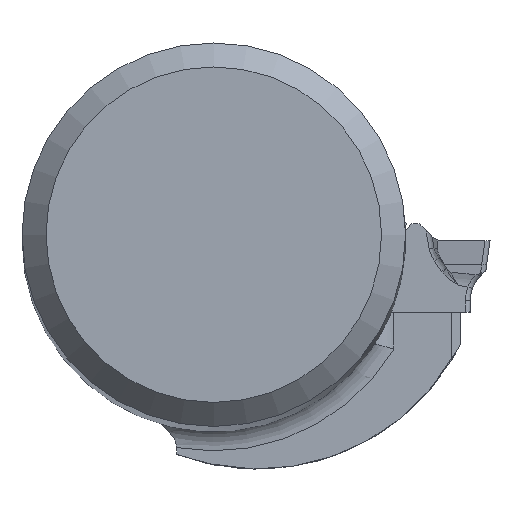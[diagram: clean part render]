
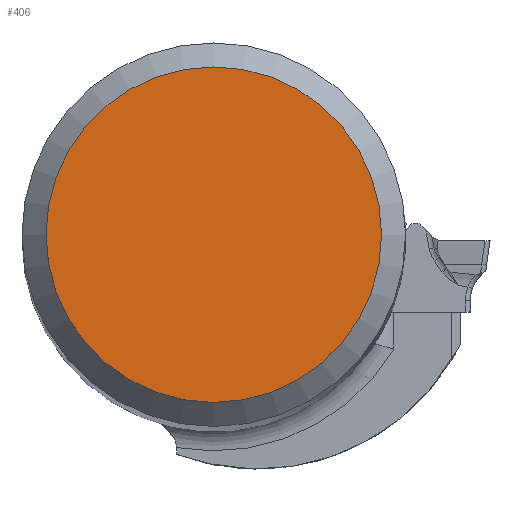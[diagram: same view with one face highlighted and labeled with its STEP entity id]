
A CAD part, top view. The second image highlights one B-rep face of the part: STEP entity #406.
In plain terms, the highlighted planar face has unit normal (0, 0, 1).
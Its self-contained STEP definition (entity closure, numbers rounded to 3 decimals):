
#275=FACE_OUTER_BOUND('',#1005,.T.);
#406=ADVANCED_FACE('TB_BL_N5_SU8',(#275),#532,.F.);
#532=PLANE('',#2582);
#1005=EDGE_LOOP('',(#1247));
#1247=ORIENTED_EDGE('',*,*,#2139,.T.);
#1883=VERTEX_POINT('',#3737);
#2139=EDGE_CURVE('',#1883,#1883,#2427,.T.);
#2427=CIRCLE('',#2580,6.985);
#2580=AXIS2_PLACEMENT_3D('',#3736,#2911,#2912);
#2582=AXIS2_PLACEMENT_3D('',#3739,#2915,#2916);
#2911=DIRECTION('',(0.,0.,1.));
#2912=DIRECTION('',(-1.,0.,0.));
#2915=DIRECTION('',(0.,0.,-1.));
#2916=DIRECTION('',(1.,0.,0.));
#3736=CARTESIAN_POINT('',(0.,0.,0.));
#3737=CARTESIAN_POINT('',(-6.985,0.,0.));
#3739=CARTESIAN_POINT('',(-6.985,0.,0.));
